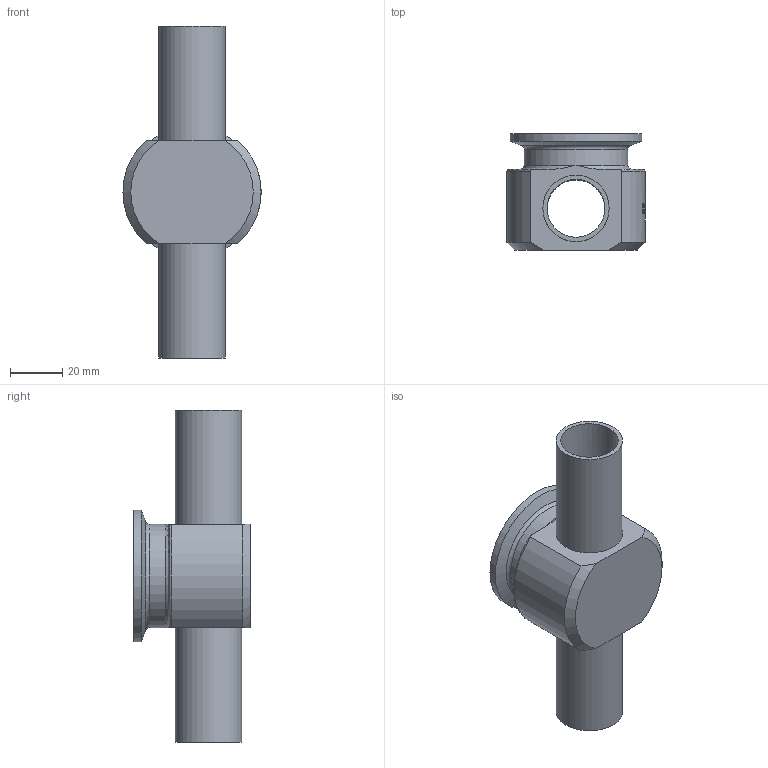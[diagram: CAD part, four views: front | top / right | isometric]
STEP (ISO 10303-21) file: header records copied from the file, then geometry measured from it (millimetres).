
FILE_DESCRIPTION(/* description */ (''),/* implementation_level */ '2;1');
FILE_NAME(/* name */ 'S7IWWKS-1X1.5.stp',/* time_stamp */ '2018-11-30T09:28:45-05:00',/* author */ ('ken'),/* organization */ (''),/* preprocessor_version */ 'ST-DEVELOPER v15.2',/* originating_system */ 'Autodesk Inventor 2014',/* authorisation */ '');
FILE_SCHEMA (('AUTOMOTIVE_DESIGN { 1 0 10303 214 3 1 1 }'));
Length unit declared in the file: inch
Products named in the file (1): S7IWWKS-1X15
Bounding box: 52.83 x 44.45 x 127 mm (x, y, z)
Volume: 51258.9 mm3; surface area: 27607.1 mm2
Topology: 1 solids, 1 shells, 425 faces, 1151 edges, 765 vertices
Faces by surface type: plane 201, bspline 166, cylinder 43, torus 8, cone 7
Full cylindrical faces by diameter (mm): 22.098 x1, 25.4 x2, 34.646 x1, 39.7 x1, 50.394 x1
Entity records: 16491 total; most frequent: CARTESIAN_POINT 6713, ORIENTED_EDGE 2262, DIRECTION 1582, EDGE_CURVE 1131, VERTEX_POINT 759, AXIS2_PLACEMENT_3D 539, LINE 504, VECTOR 504
